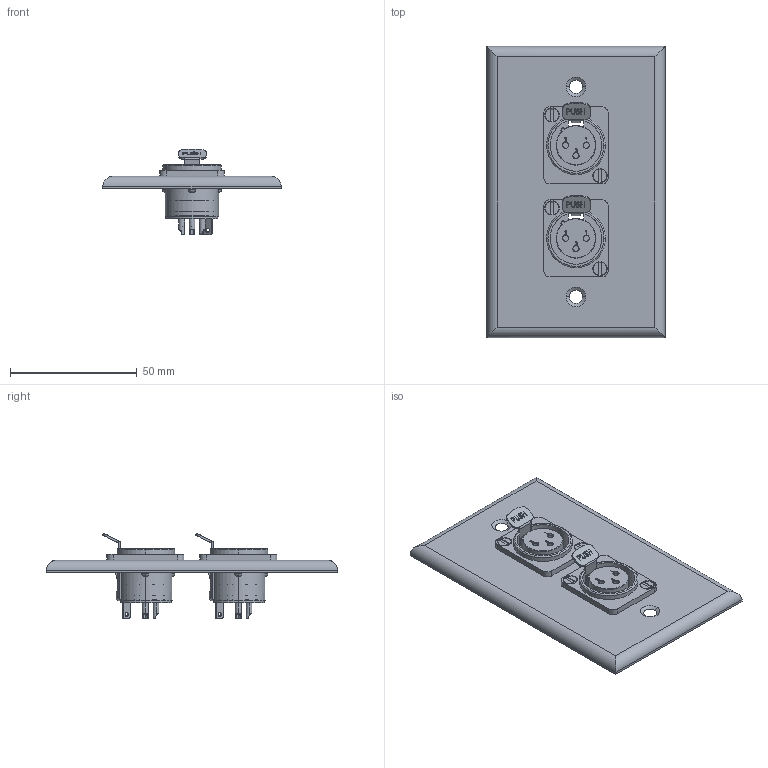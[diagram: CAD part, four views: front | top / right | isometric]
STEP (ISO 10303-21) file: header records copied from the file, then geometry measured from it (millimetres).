
FILE_DESCRIPTION (( 'STEP AP203' ), '1' );
FILE_NAME ('WPXLRF-2.STEP', '2010-07-20T15:55:17', ( 'x' ), ( 'Microsoft' ), 'SwSTEP 2.0', 'SolidWorks 2010', '' );
FILE_SCHEMA (( 'CONFIG_CONTROL_DESIGN' ));
Length unit declared in the file: inch
Products named in the file (5): WPXLRF-2; 1AG02-012; 3AA01-028_.250" long; 1AA13-045; 3AA02-015_4-40 nut
Assembly tree (11 placements, depth 2):
  WPXLRF-2
    3AA02-015_4-40 nut  x4
    1AA13-045  x2
    3AA01-028_.250" long  x4
    1AG02-012
Bounding box: 70.48 x 115.06 x 33.93 mm (x, y, z)
Volume: 21141 mm3; surface area: 29259.1 mm2
Topology: 11 solids, 11 shells, 771 faces, 2072 edges, 1350 vertices
Faces by surface type: plane 347, cylinder 206, bspline 136, torus 62, cone 20
Entity records: 18341 total; most frequent: CARTESIAN_POINT 8422, ORIENTED_EDGE 2032, DIRECTION 1732, EDGE_CURVE 1016, VERTEX_POINT 661, AXIS2_PLACEMENT_3D 591, VECTOR 550, LINE 550
